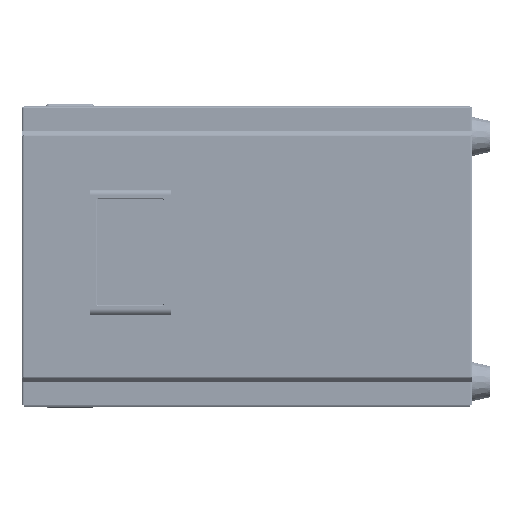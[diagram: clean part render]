
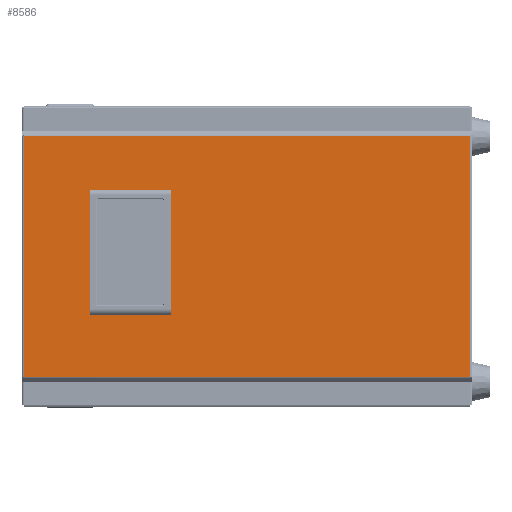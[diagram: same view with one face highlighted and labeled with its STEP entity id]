
A CAD part, left-side view. The second image highlights one B-rep face of the part: STEP entity #8586.
In plain terms, the highlighted face is planar.
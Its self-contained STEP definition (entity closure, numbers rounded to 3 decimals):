
#2724 = CARTESIAN_POINT ( 'NONE',  ( 143., -66.323, -0.8 ) ) ;
#2917 = VERTEX_POINT ( 'NONE', #72702 ) ;
#4525 = EDGE_CURVE ( 'NONE', #49160, #166176, #170256, .T. ) ;
#6033 = DIRECTION ( 'NONE',  ( 1., 0., 0. ) ) ;
#6598 = EDGE_CURVE ( 'NONE', #166176, #117464, #92883, .T. ) ;
#6967 = CARTESIAN_POINT ( 'NONE',  ( 143., -6.323, -0.8 ) ) ;
#8586 = ADVANCED_FACE ( 'NONE', ( #97637, #125718 ), #140189, .F. ) ;
#8757 = VECTOR ( 'NONE', #163931, 1000. ) ;
#13732 = EDGE_CURVE ( 'NONE', #171146, #2917, #91222, .T. ) ;
#16108 = DIRECTION ( 'NONE',  ( 1., 0., 0. ) ) ;
#24667 = CARTESIAN_POINT ( 'NONE',  ( 143., -66.323, -0.8 ) ) ;
#34954 = DIRECTION ( 'NONE',  ( 0., -1., 0. ) ) ;
#35020 = VERTEX_POINT ( 'NONE', #2724 ) ;
#35402 = VECTOR ( 'NONE', #34954, 1000. ) ;
#38288 = ORIENTED_EDGE ( 'NONE', *, *, #175120, .F. ) ;
#41818 = DIRECTION ( 'NONE',  ( -1., 0., 0. ) ) ;
#46244 = DIRECTION ( 'NONE',  ( 0., 1., 0. ) ) ;
#48650 = ORIENTED_EDGE ( 'NONE', *, *, #71717, .T. ) ;
#49160 = VERTEX_POINT ( 'NONE', #71616 ) ;
#50380 = CARTESIAN_POINT ( 'NONE',  ( 0.305, -308.253, -0.8 ) ) ;
#54583 = CARTESIAN_POINT ( 'NONE',  ( 49., -6.323, -0.8 ) ) ;
#58078 = VECTOR ( 'NONE', #105686, 1000. ) ;
#63988 = LINE ( 'NONE', #50380, #58078 ) ;
#64490 = VECTOR ( 'NONE', #41818, 1000. ) ;
#67065 = DIRECTION ( 'NONE',  ( 1., 0., 0. ) ) ;
#67961 = CARTESIAN_POINT ( 'NONE',  ( 0., -308.253, -0.8 ) ) ;
#68462 = CARTESIAN_POINT ( 'NONE',  ( 0.305, -308.253, -0.8 ) ) ;
#71616 = CARTESIAN_POINT ( 'NONE',  ( 49., -66.323, -0.8 ) ) ;
#71717 = EDGE_CURVE ( 'NONE', #171146, #170822, #149483, .T. ) ;
#72504 = EDGE_CURVE ( 'NONE', #142781, #2917, #63988, .T. ) ;
#72702 = CARTESIAN_POINT ( 'NONE',  ( 0.305, 48.677, -0.8 ) ) ;
#83650 = CARTESIAN_POINT ( 'NONE',  ( 0., 48.677, -0.8 ) ) ;
#84065 = EDGE_CURVE ( 'NONE', #117464, #35020, #170789, .T. ) ;
#91222 = LINE ( 'NONE', #83650, #117582 ) ;
#92883 = LINE ( 'NONE', #148103, #166387 ) ;
#97637 = FACE_OUTER_BOUND ( 'NONE', #102256, .T. ) ;
#102256 = EDGE_LOOP ( 'NONE', ( #48650, #145433, #128915, #175293 ) ) ;
#102407 = CARTESIAN_POINT ( 'NONE',  ( 49., -6.323, -0.8 ) ) ;
#105686 = DIRECTION ( 'NONE',  ( 0., 1., 0. ) ) ;
#111577 = ORIENTED_EDGE ( 'NONE', *, *, #84065, .F. ) ;
#116371 = CARTESIAN_POINT ( 'NONE',  ( 0., 0., -0.8 ) ) ;
#117464 = VERTEX_POINT ( 'NONE', #142895 ) ;
#117582 = VECTOR ( 'NONE', #167818, 1000. ) ;
#123254 = CARTESIAN_POINT ( 'NONE',  ( 192.625, 48.677, -0.8 ) ) ;
#123892 = CARTESIAN_POINT ( 'NONE',  ( 192.625, 48.677, -0.8 ) ) ;
#123913 = AXIS2_PLACEMENT_3D ( 'NONE', #116371, #157059, #16108 ) ;
#125718 = FACE_BOUND ( 'NONE', #176116, .T. ) ;
#128915 = ORIENTED_EDGE ( 'NONE', *, *, #72504, .T. ) ;
#134170 = LINE ( 'NONE', #67961, #134772 ) ;
#134772 = VECTOR ( 'NONE', #67065, 1000. ) ;
#137461 = ORIENTED_EDGE ( 'NONE', *, *, #6598, .F. ) ;
#140189 = PLANE ( 'NONE',  #123913 ) ;
#142781 = VERTEX_POINT ( 'NONE', #68462 ) ;
#142895 = CARTESIAN_POINT ( 'NONE',  ( 143., -6.323, -0.8 ) ) ;
#143436 = ORIENTED_EDGE ( 'NONE', *, *, #4525, .F. ) ;
#145433 = ORIENTED_EDGE ( 'NONE', *, *, #172807, .F. ) ;
#146843 = CARTESIAN_POINT ( 'NONE',  ( 192.625, -308.253, -0.8 ) ) ;
#148103 = CARTESIAN_POINT ( 'NONE',  ( 143., -6.323, -0.8 ) ) ;
#149483 = LINE ( 'NONE', #123254, #8757 ) ;
#157059 = DIRECTION ( 'NONE',  ( 0., 0., 1. ) ) ;
#163931 = DIRECTION ( 'NONE',  ( 0., -1., 0. ) ) ;
#165864 = LINE ( 'NONE', #24667, #64490 ) ;
#166176 = VERTEX_POINT ( 'NONE', #54583 ) ;
#166387 = VECTOR ( 'NONE', #6033, 1000. ) ;
#166520 = VECTOR ( 'NONE', #46244, 1000. ) ;
#167818 = DIRECTION ( 'NONE',  ( -1., 0., 0. ) ) ;
#170256 = LINE ( 'NONE', #102407, #166520 ) ;
#170789 = LINE ( 'NONE', #6967, #35402 ) ;
#170822 = VERTEX_POINT ( 'NONE', #146843 ) ;
#171146 = VERTEX_POINT ( 'NONE', #123892 ) ;
#172807 = EDGE_CURVE ( 'NONE', #142781, #170822, #134170, .T. ) ;
#175120 = EDGE_CURVE ( 'NONE', #35020, #49160, #165864, .T. ) ;
#175293 = ORIENTED_EDGE ( 'NONE', *, *, #13732, .F. ) ;
#176116 = EDGE_LOOP ( 'NONE', ( #38288, #111577, #137461, #143436 ) ) ;
